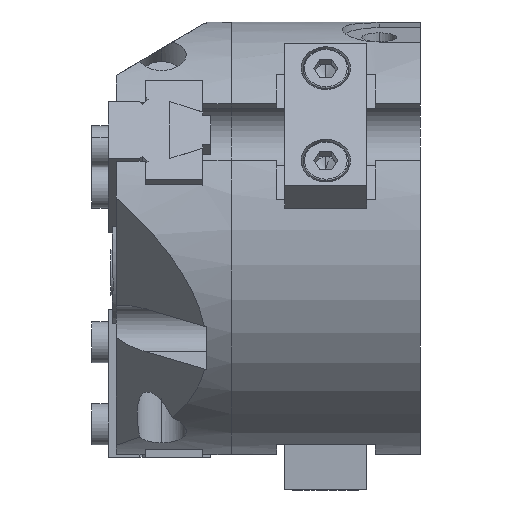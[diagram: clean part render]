
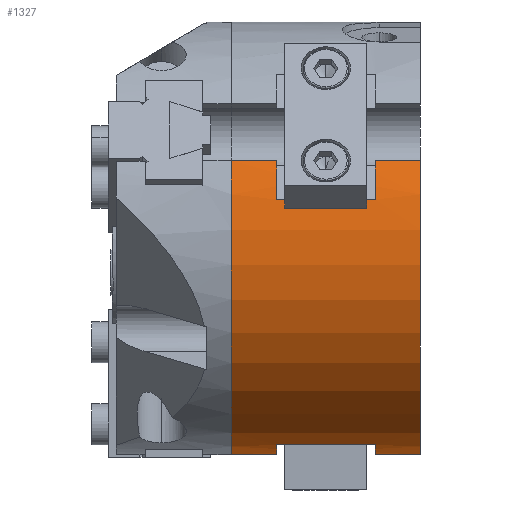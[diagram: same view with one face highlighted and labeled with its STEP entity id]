
A CAD part, left-side view. The second image highlights one B-rep face of the part: STEP entity #1327.
In plain terms, the highlighted cylindrical face has radius 26.5 mm (diameter 53 mm), a partial arc.
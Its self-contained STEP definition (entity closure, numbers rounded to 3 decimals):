
#1327 = ADVANCED_FACE ( 'NONE', ( #9416 ), #9418, .T. ) ;
#1677 = VERTEX_POINT ( 'NONE', #10937 ) ;
#1678 = VERTEX_POINT ( 'NONE', #10938 ) ;
#1698 = VERTEX_POINT ( 'NONE', #10958 ) ;
#1699 = VERTEX_POINT ( 'NONE', #10959 ) ;
#1704 = VERTEX_POINT ( 'NONE', #10964 ) ;
#1705 = VERTEX_POINT ( 'NONE', #10965 ) ;
#1718 = VERTEX_POINT ( 'NONE', #10978 ) ;
#1719 = VERTEX_POINT ( 'NONE', #10979 ) ;
#1720 = VERTEX_POINT ( 'NONE', #10980 ) ;
#1721 = VERTEX_POINT ( 'NONE', #10981 ) ;
#1722 = VERTEX_POINT ( 'NONE', #10982 ) ;
#1723 = VERTEX_POINT ( 'NONE', #10983 ) ;
#3352 = EDGE_LOOP ( 'NONE', ( #4317, #4318, #4319, #4320, #4321, #4322, #4323, #4324, #4325, #4326, #4327, #4328 ) ) ;
#4317 = ORIENTED_EDGE ( 'NONE', *, *, #9531, .F. ) ;
#4318 = ORIENTED_EDGE ( 'NONE', *, *, #9490, .T. ) ;
#4319 = ORIENTED_EDGE ( 'NONE', *, *, #9525, .F. ) ;
#4320 = ORIENTED_EDGE ( 'NONE', *, *, #9458, .F. ) ;
#4321 = ORIENTED_EDGE ( 'NONE', *, *, #9529, .F. ) ;
#4322 = ORIENTED_EDGE ( 'NONE', *, *, #9521, .F. ) ;
#4323 = ORIENTED_EDGE ( 'NONE', *, *, #9527, .F. ) ;
#4324 = ORIENTED_EDGE ( 'NONE', *, *, #9534, .F. ) ;
#4325 = ORIENTED_EDGE ( 'NONE', *, *, #11714, .T. ) ;
#4326 = ORIENTED_EDGE ( 'NONE', *, *, #9538, .T. ) ;
#4327 = ORIENTED_EDGE ( 'NONE', *, *, #9542, .F. ) ;
#4328 = ORIENTED_EDGE ( 'NONE', *, *, #9536, .F. ) ;
#7645 = AXIS2_PLACEMENT_3D ( 'NONE', #15514, #15521, #15522 ) ;
#7649 = AXIS2_PLACEMENT_3D ( 'NONE', #15525, #15526, #15527 ) ;
#7650 = AXIS2_PLACEMENT_3D ( 'NONE', #15517, #15523, #15524 ) ;
#7651 = AXIS2_PLACEMENT_3D ( 'NONE', #15528, #15529, #15530 ) ;
#7654 = AXIS2_PLACEMENT_3D ( 'NONE', #15534, #15541, #15542 ) ;
#7716 = AXIS2_PLACEMENT_3D ( 'NONE', #16094, #16103, #16104 ) ;
#7774 = AXIS2_PLACEMENT_3D ( 'NONE', #9918, #9917, #9916 ) ;
#9416 = FACE_OUTER_BOUND ( 'NONE', #3352, .T. ) ;
#9418 = CYLINDRICAL_SURFACE ( 'NONE', #7774, 26.5 ) ;
#9458 = EDGE_CURVE ( 'NONE', #1704, #1705, #14755, .T. ) ;
#9490 = EDGE_CURVE ( 'NONE', #1698, #1699, #14783, .T. ) ;
#9521 = EDGE_CURVE ( 'NONE', #1720, #1719, #14810, .T. ) ;
#9525 = EDGE_CURVE ( 'NONE', #1705, #1699, #14815, .T. ) ;
#9527 = EDGE_CURVE ( 'NONE', #1721, #1720, #14816, .T. ) ;
#9529 = EDGE_CURVE ( 'NONE', #1719, #1704, #14817, .T. ) ;
#9531 = EDGE_CURVE ( 'NONE', #1698, #1718, #14819, .T. ) ;
#9534 = EDGE_CURVE ( 'NONE', #1678, #1721, #14818, .T. ) ;
#9536 = EDGE_CURVE ( 'NONE', #1718, #1723, #14787, .T. ) ;
#9538 = EDGE_CURVE ( 'NONE', #1677, #1722, #14813, .T. ) ;
#9542 = EDGE_CURVE ( 'NONE', #1723, #1722, #14823, .T. ) ;
#9916 = DIRECTION ( 'NONE',  ( 0., 0., 1. ) ) ;
#9917 = DIRECTION ( 'NONE',  ( 0., 1., 0. ) ) ;
#9918 = CARTESIAN_POINT ( 'NONE',  ( 0., -23., 0. ) ) ;
#10937 = CARTESIAN_POINT ( 'NONE',  ( -24.687, -23., 9.634 ) ) ;
#10938 = CARTESIAN_POINT ( 'NONE',  ( -4., -23., -26.196 ) ) ;
#10958 = CARTESIAN_POINT ( 'NONE',  ( -24.687, -5.5, 9.634 ) ) ;
#10959 = CARTESIAN_POINT ( 'NONE',  ( -24.687, 0., 9.634 ) ) ;
#10964 = CARTESIAN_POINT ( 'NONE',  ( -4., -5.5, -26.196 ) ) ;
#10965 = CARTESIAN_POINT ( 'NONE',  ( -4., 0., -26.196 ) ) ;
#10978 = CARTESIAN_POINT ( 'NONE',  ( -26.047, -5.5, 4.878 ) ) ;
#10979 = CARTESIAN_POINT ( 'NONE',  ( -8.8, -5.5, -24.996 ) ) ;
#10980 = CARTESIAN_POINT ( 'NONE',  ( -8.8, -17.5, -24.996 ) ) ;
#10981 = CARTESIAN_POINT ( 'NONE',  ( -4., -17.5, -26.196 ) ) ;
#10982 = CARTESIAN_POINT ( 'NONE',  ( -24.687, -17.5, 9.634 ) ) ;
#10983 = CARTESIAN_POINT ( 'NONE',  ( -26.047, -17.5, 4.878 ) ) ;
#11714 = EDGE_CURVE ( 'NONE', #1678, #1677, #16627, .T. ) ;
#14742 = VECTOR ( 'NONE', #15347, 1000. ) ;
#14755 = LINE ( 'NONE', #15331, #14742 ) ;
#14783 = LINE ( 'NONE', #15409, #14784 ) ;
#14784 = VECTOR ( 'NONE', #15410, 1000. ) ;
#14787 = LINE ( 'NONE', #15531, #14820 ) ;
#14808 = VECTOR ( 'NONE', #15515, 1000. ) ;
#14810 = LINE ( 'NONE', #15508, #14808 ) ;
#14812 = VECTOR ( 'NONE', #15532, 1000. ) ;
#14813 = LINE ( 'NONE', #15533, #14821 ) ;
#14815 = CIRCLE ( 'NONE', #7645, 26.5 ) ;
#14816 = CIRCLE ( 'NONE', #7650, 26.5 ) ;
#14817 = CIRCLE ( 'NONE', #7649, 26.5 ) ;
#14818 = LINE ( 'NONE', #15520, #14812 ) ;
#14819 = CIRCLE ( 'NONE', #7651, 26.5 ) ;
#14820 = VECTOR ( 'NONE', #15535, 1000. ) ;
#14821 = VECTOR ( 'NONE', #15537, 1000. ) ;
#14823 = CIRCLE ( 'NONE', #7654, 26.5 ) ;
#15331 = CARTESIAN_POINT ( 'NONE',  ( -4., -23., -26.196 ) ) ;
#15347 = DIRECTION ( 'NONE',  ( 0., 1., 0. ) ) ;
#15409 = CARTESIAN_POINT ( 'NONE',  ( -24.687, -23., 9.634 ) ) ;
#15410 = DIRECTION ( 'NONE',  ( 0., 1., 0. ) ) ;
#15508 = CARTESIAN_POINT ( 'NONE',  ( -8.8, -23., -24.996 ) ) ;
#15514 = CARTESIAN_POINT ( 'NONE',  ( 0., 0., 0. ) ) ;
#15515 = DIRECTION ( 'NONE',  ( 0., 1., 0. ) ) ;
#15517 = CARTESIAN_POINT ( 'NONE',  ( 0., -17.5, 0. ) ) ;
#15520 = CARTESIAN_POINT ( 'NONE',  ( -4., -23., -26.196 ) ) ;
#15521 = DIRECTION ( 'NONE',  ( 0., 1., 0. ) ) ;
#15522 = DIRECTION ( 'NONE',  ( 0., 0., 1. ) ) ;
#15523 = DIRECTION ( 'NONE',  ( 0., 1., 0. ) ) ;
#15524 = DIRECTION ( 'NONE',  ( 0., 0., -1. ) ) ;
#15525 = CARTESIAN_POINT ( 'NONE',  ( 0., -5.5, 0. ) ) ;
#15526 = DIRECTION ( 'NONE',  ( 0., -1., 0. ) ) ;
#15527 = DIRECTION ( 'NONE',  ( 0., 0., 1. ) ) ;
#15528 = CARTESIAN_POINT ( 'NONE',  ( 0., -5.5, 0. ) ) ;
#15529 = DIRECTION ( 'NONE',  ( 0., -1., 0. ) ) ;
#15530 = DIRECTION ( 'NONE',  ( -1., 0., 0. ) ) ;
#15531 = CARTESIAN_POINT ( 'NONE',  ( -26.047, -23., 4.878 ) ) ;
#15532 = DIRECTION ( 'NONE',  ( 0., 1., 0. ) ) ;
#15533 = CARTESIAN_POINT ( 'NONE',  ( -24.687, -23., 9.634 ) ) ;
#15534 = CARTESIAN_POINT ( 'NONE',  ( 0., -17.5, 0. ) ) ;
#15535 = DIRECTION ( 'NONE',  ( 0., -1., 0. ) ) ;
#15537 = DIRECTION ( 'NONE',  ( 0., 1., 0. ) ) ;
#15541 = DIRECTION ( 'NONE',  ( 0., 1., 0. ) ) ;
#15542 = DIRECTION ( 'NONE',  ( 1., 0., 0. ) ) ;
#16094 = CARTESIAN_POINT ( 'NONE',  ( 0., -23., 0. ) ) ;
#16103 = DIRECTION ( 'NONE',  ( 0., 1., 0. ) ) ;
#16104 = DIRECTION ( 'NONE',  ( 0., 0., 1. ) ) ;
#16627 = CIRCLE ( 'NONE', #7716, 26.5 ) ;
